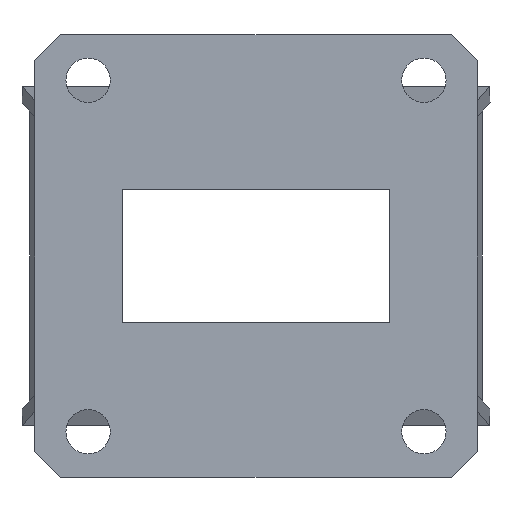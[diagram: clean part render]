
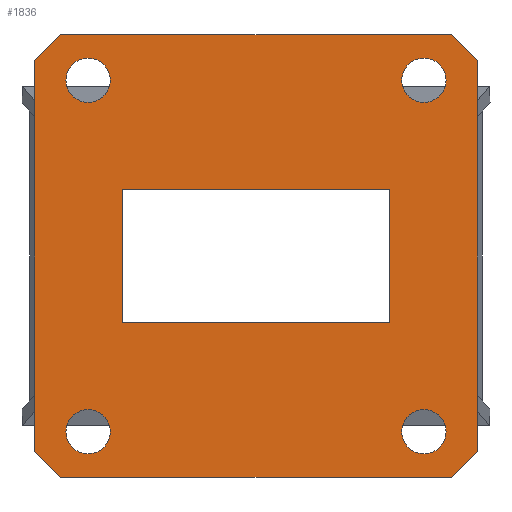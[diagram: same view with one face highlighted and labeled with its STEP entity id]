
A CAD part, front view. The second image highlights one B-rep face of the part: STEP entity #1836.
In plain terms, the highlighted planar face has unit normal (0, -1, 0).
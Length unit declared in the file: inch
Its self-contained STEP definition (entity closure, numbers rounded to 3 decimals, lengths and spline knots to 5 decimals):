
#38 = ORIENTED_EDGE ( 'NONE', *, *, #752, .F. ) ;
#45 = DIRECTION ( 'NONE',  ( 0., 1., 0. ) ) ;
#46 = VERTEX_POINT ( 'NONE', #1226 ) ;
#86 = CARTESIAN_POINT ( 'NONE',  ( 0.8435, 0., 0.7444 ) ) ;
#90 = EDGE_CURVE ( 'NONE', #306, #493, #1687, .T. ) ;
#92 = EDGE_CURVE ( 'NONE', #493, #1904, #1042, .T. ) ;
#124 = CIRCLE ( 'NONE', #1826, 0.0845 ) ;
#135 = ORIENTED_EDGE ( 'NONE', *, *, #723, .F. ) ;
#178 = DIRECTION ( 'NONE',  ( -1., 0., 0. ) ) ;
#187 = CARTESIAN_POINT ( 'NONE',  ( -0.51, 0., 0.255 ) ) ;
#188 = FACE_BOUND ( 'NONE', #1849, .T. ) ;
#191 = CARTESIAN_POINT ( 'NONE',  ( 0.64, 0., 0.67 ) ) ;
#201 = VERTEX_POINT ( 'NONE', #2093 ) ;
#208 = AXIS2_PLACEMENT_3D ( 'NONE', #2234, #1212, #1392 ) ;
#218 = VERTEX_POINT ( 'NONE', #1628 ) ;
#223 = ORIENTED_EDGE ( 'NONE', *, *, #729, .T. ) ;
#237 = FACE_OUTER_BOUND ( 'NONE', #1775, .T. ) ;
#239 = LINE ( 'NONE', #1485, #1367 ) ;
#255 = CIRCLE ( 'NONE', #2001, 1.125 ) ;
#306 = VERTEX_POINT ( 'NONE', #1463 ) ;
#312 = VERTEX_POINT ( 'NONE', #779 ) ;
#331 = ORIENTED_EDGE ( 'NONE', *, *, #92, .F. ) ;
#338 = ORIENTED_EDGE ( 'NONE', *, *, #911, .T. ) ;
#339 = EDGE_CURVE ( 'NONE', #821, #2192, #239, .T. ) ;
#357 = ORIENTED_EDGE ( 'NONE', *, *, #401, .F. ) ;
#362 = LINE ( 'NONE', #1572, #666 ) ;
#398 = ORIENTED_EDGE ( 'NONE', *, *, #998, .T. ) ;
#401 = EDGE_CURVE ( 'NONE', #957, #623, #538, .T. ) ;
#411 = CARTESIAN_POINT ( 'NONE',  ( 0.64, 0., 0.7545 ) ) ;
#413 = CARTESIAN_POINT ( 'NONE',  ( -0.8435, 0., 0.7444 ) ) ;
#464 = CARTESIAN_POINT ( 'NONE',  ( 0.8435, 0., -0.7444 ) ) ;
#479 = VECTOR ( 'NONE', #2159, 39.37008 ) ;
#493 = VERTEX_POINT ( 'NONE', #495 ) ;
#495 = CARTESIAN_POINT ( 'NONE',  ( -0.8435, 0., -0.7444 ) ) ;
#518 = DIRECTION ( 'NONE',  ( 0., 0., 1. ) ) ;
#522 = EDGE_LOOP ( 'NONE', ( #398 ) ) ;
#531 = VECTOR ( 'NONE', #178, 39.37008 ) ;
#538 = LINE ( 'NONE', #86, #479 ) ;
#566 = AXIS2_PLACEMENT_3D ( 'NONE', #1462, #1989, #1811 ) ;
#581 = DIRECTION ( 'NONE',  ( 0., 0., 1. ) ) ;
#617 = DIRECTION ( 'NONE',  ( 0., 0., 1. ) ) ;
#623 = VERTEX_POINT ( 'NONE', #464 ) ;
#625 = DIRECTION ( 'NONE',  ( 0., 0., 1. ) ) ;
#651 = FACE_BOUND ( 'NONE', #1626, .T. ) ;
#666 = VECTOR ( 'NONE', #1567, 39.37008 ) ;
#687 = ORIENTED_EDGE ( 'NONE', *, *, #1185, .T. ) ;
#692 = VECTOR ( 'NONE', #2060, 39.37008 ) ;
#706 = CARTESIAN_POINT ( 'NONE',  ( 0.51, 0., 0.255 ) ) ;
#723 = EDGE_CURVE ( 'NONE', #218, #306, #1099, .T. ) ;
#729 = EDGE_CURVE ( 'NONE', #1591, #1591, #124, .T. ) ;
#741 = LINE ( 'NONE', #967, #2066 ) ;
#752 = EDGE_CURVE ( 'NONE', #1496, #957, #1222, .T. ) ;
#775 = DIRECTION ( 'NONE',  ( 0., 1., 0. ) ) ;
#779 = CARTESIAN_POINT ( 'NONE',  ( 0.51, 0., 0.255 ) ) ;
#806 = PLANE ( 'NONE',  #2210 ) ;
#814 = VERTEX_POINT ( 'NONE', #2139 ) ;
#821 = VERTEX_POINT ( 'NONE', #1609 ) ;
#822 = ORIENTED_EDGE ( 'NONE', *, *, #1731, .T. ) ;
#839 = CARTESIAN_POINT ( 'NONE',  ( -0.64, 0., -0.5855 ) ) ;
#855 = DIRECTION ( 'NONE',  ( 0., 0., 1. ) ) ;
#875 = DIRECTION ( 'NONE',  ( 0., 0., 1. ) ) ;
#888 = EDGE_CURVE ( 'NONE', #623, #218, #1326, .T. ) ;
#911 = EDGE_CURVE ( 'NONE', #1081, #1081, #2028, .T. ) ;
#957 = VERTEX_POINT ( 'NONE', #1321 ) ;
#967 = CARTESIAN_POINT ( 'NONE',  ( -0.7444, 0., 0.8435 ) ) ;
#968 = AXIS2_PLACEMENT_3D ( 'NONE', #2137, #1998, #581 ) ;
#998 = EDGE_CURVE ( 'NONE', #814, #814, #1391, .T. ) ;
#1042 = LINE ( 'NONE', #1917, #692 ) ;
#1069 = ORIENTED_EDGE ( 'NONE', *, *, #90, .F. ) ;
#1072 = VECTOR ( 'NONE', #1256, 39.37008 ) ;
#1081 = VERTEX_POINT ( 'NONE', #839 ) ;
#1099 = LINE ( 'NONE', #2098, #531 ) ;
#1106 = EDGE_CURVE ( 'NONE', #46, #46, #1173, .T. ) ;
#1133 = AXIS2_PLACEMENT_3D ( 'NONE', #1162, #1329, #617 ) ;
#1162 = CARTESIAN_POINT ( 'NONE',  ( 0.64, 0., -0.67 ) ) ;
#1173 = CIRCLE ( 'NONE', #1429, 0.0845 ) ;
#1183 = DIRECTION ( 'NONE',  ( 1., 0., 0. ) ) ;
#1185 = EDGE_CURVE ( 'NONE', #201, #821, #362, .T. ) ;
#1197 = DIRECTION ( 'NONE',  ( 0., 0., -1. ) ) ;
#1212 = DIRECTION ( 'NONE',  ( 0., 1., 0. ) ) ;
#1222 = CIRCLE ( 'NONE', #1510, 1.125 ) ;
#1226 = CARTESIAN_POINT ( 'NONE',  ( -0.64, 0., 0.7545 ) ) ;
#1240 = EDGE_CURVE ( 'NONE', #2192, #312, #1862, .T. ) ;
#1256 = DIRECTION ( 'NONE',  ( 1., 0., 0. ) ) ;
#1273 = DIRECTION ( 'NONE',  ( 0., 0., 1. ) ) ;
#1311 = EDGE_CURVE ( 'NONE', #1904, #1583, #255, .T. ) ;
#1321 = CARTESIAN_POINT ( 'NONE',  ( 0.8435, 0., 0.7444 ) ) ;
#1326 = CIRCLE ( 'NONE', #968, 1.125 ) ;
#1329 = DIRECTION ( 'NONE',  ( 0., 1., 0. ) ) ;
#1365 = ORIENTED_EDGE ( 'NONE', *, *, #1311, .F. ) ;
#1367 = VECTOR ( 'NONE', #625, 39.37008 ) ;
#1391 = CIRCLE ( 'NONE', #1133, 0.0845 ) ;
#1392 = DIRECTION ( 'NONE',  ( 0., 0., 1. ) ) ;
#1418 = DIRECTION ( 'NONE',  ( 0., 1., 0. ) ) ;
#1426 = VECTOR ( 'NONE', #1197, 39.37008 ) ;
#1429 = AXIS2_PLACEMENT_3D ( 'NONE', #1535, #1545, #855 ) ;
#1436 = CARTESIAN_POINT ( 'NONE',  ( 0., 0., 0. ) ) ;
#1462 = CARTESIAN_POINT ( 'NONE',  ( -0.64, 0., -0.67 ) ) ;
#1463 = CARTESIAN_POINT ( 'NONE',  ( -0.7444, 0., -0.8435 ) ) ;
#1465 = CARTESIAN_POINT ( 'NONE',  ( 0.7444, 0., 0.8435 ) ) ;
#1481 = CARTESIAN_POINT ( 'NONE',  ( 0., 0., 0. ) ) ;
#1485 = CARTESIAN_POINT ( 'NONE',  ( -0.51, 0., -0.255 ) ) ;
#1496 = VERTEX_POINT ( 'NONE', #1465 ) ;
#1510 = AXIS2_PLACEMENT_3D ( 'NONE', #1916, #2080, #875 ) ;
#1526 = FACE_BOUND ( 'NONE', #1557, .T. ) ;
#1535 = CARTESIAN_POINT ( 'NONE',  ( -0.64, 0., 0.67 ) ) ;
#1545 = DIRECTION ( 'NONE',  ( 0., 1., 0. ) ) ;
#1557 = EDGE_LOOP ( 'NONE', ( #338 ) ) ;
#1567 = DIRECTION ( 'NONE',  ( -1., 0., 0. ) ) ;
#1572 = CARTESIAN_POINT ( 'NONE',  ( 0.51, 0., -0.255 ) ) ;
#1583 = VERTEX_POINT ( 'NONE', #2174 ) ;
#1591 = VERTEX_POINT ( 'NONE', #411 ) ;
#1605 = CARTESIAN_POINT ( 'NONE',  ( -0.51, 0., 0.255 ) ) ;
#1609 = CARTESIAN_POINT ( 'NONE',  ( -0.51, 0., -0.255 ) ) ;
#1626 = EDGE_LOOP ( 'NONE', ( #2011 ) ) ;
#1628 = CARTESIAN_POINT ( 'NONE',  ( 0.7444, 0., -0.8435 ) ) ;
#1687 = CIRCLE ( 'NONE', #208, 1.125 ) ;
#1731 = EDGE_CURVE ( 'NONE', #312, #201, #1885, .T. ) ;
#1744 = ORIENTED_EDGE ( 'NONE', *, *, #888, .F. ) ;
#1775 = EDGE_LOOP ( 'NONE', ( #1069, #135, #1744, #357, #38, #2072, #1365, #331 ) ) ;
#1776 = EDGE_LOOP ( 'NONE', ( #223 ) ) ;
#1811 = DIRECTION ( 'NONE',  ( 0., 0., 1. ) ) ;
#1822 = ORIENTED_EDGE ( 'NONE', *, *, #339, .T. ) ;
#1826 = AXIS2_PLACEMENT_3D ( 'NONE', #191, #1418, #518 ) ;
#1836 = ADVANCED_FACE ( 'NONE', ( #237, #188, #2039, #651, #1977, #1526 ), #806, .F. ) ;
#1849 = EDGE_LOOP ( 'NONE', ( #822, #687, #1822, #2163 ) ) ;
#1862 = LINE ( 'NONE', #187, #1072 ) ;
#1885 = LINE ( 'NONE', #706, #1426 ) ;
#1904 = VERTEX_POINT ( 'NONE', #413 ) ;
#1916 = CARTESIAN_POINT ( 'NONE',  ( 0., 0., 0. ) ) ;
#1917 = CARTESIAN_POINT ( 'NONE',  ( -0.8435, 0., -0.7444 ) ) ;
#1927 = EDGE_CURVE ( 'NONE', #1583, #1496, #741, .T. ) ;
#1977 = FACE_BOUND ( 'NONE', #522, .T. ) ;
#1989 = DIRECTION ( 'NONE',  ( 0., 1., 0. ) ) ;
#1998 = DIRECTION ( 'NONE',  ( 0., 1., 0. ) ) ;
#2001 = AXIS2_PLACEMENT_3D ( 'NONE', #1436, #45, #1273 ) ;
#2011 = ORIENTED_EDGE ( 'NONE', *, *, #1106, .T. ) ;
#2014 = DIRECTION ( 'NONE',  ( 0., 0., 1. ) ) ;
#2028 = CIRCLE ( 'NONE', #566, 0.0845 ) ;
#2039 = FACE_BOUND ( 'NONE', #1776, .T. ) ;
#2060 = DIRECTION ( 'NONE',  ( 0., 0., 1. ) ) ;
#2066 = VECTOR ( 'NONE', #1183, 39.37008 ) ;
#2072 = ORIENTED_EDGE ( 'NONE', *, *, #1927, .F. ) ;
#2080 = DIRECTION ( 'NONE',  ( 0., 1., 0. ) ) ;
#2093 = CARTESIAN_POINT ( 'NONE',  ( 0.51, 0., -0.255 ) ) ;
#2098 = CARTESIAN_POINT ( 'NONE',  ( 0.7444, 0., -0.8435 ) ) ;
#2137 = CARTESIAN_POINT ( 'NONE',  ( 0., 0., 0. ) ) ;
#2139 = CARTESIAN_POINT ( 'NONE',  ( 0.64, 0., -0.5855 ) ) ;
#2159 = DIRECTION ( 'NONE',  ( 0., 0., -1. ) ) ;
#2163 = ORIENTED_EDGE ( 'NONE', *, *, #1240, .T. ) ;
#2174 = CARTESIAN_POINT ( 'NONE',  ( -0.7444, 0., 0.8435 ) ) ;
#2192 = VERTEX_POINT ( 'NONE', #1605 ) ;
#2210 = AXIS2_PLACEMENT_3D ( 'NONE', #1481, #775, #2014 ) ;
#2234 = CARTESIAN_POINT ( 'NONE',  ( 0., 0., 0. ) ) ;
